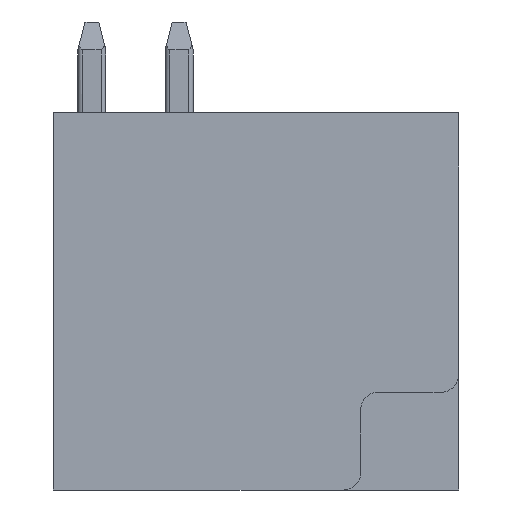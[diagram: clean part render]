
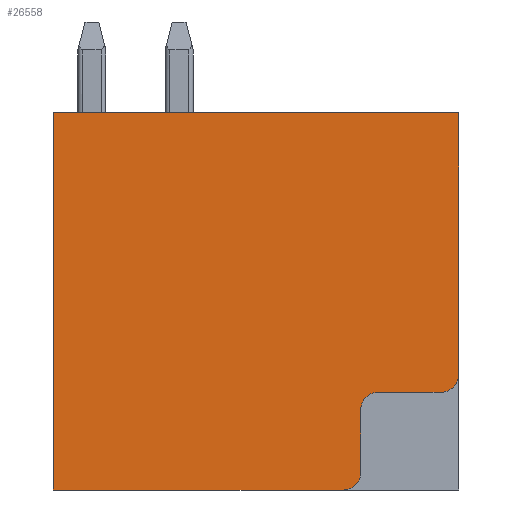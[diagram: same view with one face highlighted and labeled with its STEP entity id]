
A CAD part, front view. The second image highlights one B-rep face of the part: STEP entity #26558.
In plain terms, the highlighted planar face has unit normal (0, -1, 0).
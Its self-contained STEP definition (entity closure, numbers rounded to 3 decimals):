
#2825=CARTESIAN_POINT('',(2.806,-66.5,-6.124));
#2826=DIRECTION('',(0.,-1.,0.));
#2827=DIRECTION('',(0.,0.,-1.));
#2828=AXIS2_PLACEMENT_3D('',#2825,#2826,#2827);
#2830=DIRECTION('',(-1.,0.,0.));
#2831=VECTOR('',#2830,8.3);
#2832=CARTESIAN_POINT('',(2.806,-66.5,-6.624));
#2833=LINE('',#2832,#2831);
#2834=DIRECTION('',(0.,0.,1.));
#2835=VECTOR('',#2834,10.8);
#2836=CARTESIAN_POINT('',(-5.494,-66.5,-6.624));
#2837=LINE('',#2836,#2835);
#2838=DIRECTION('',(1.,0.,0.));
#2839=VECTOR('',#2838,11.6);
#2840=CARTESIAN_POINT('',(-5.494,-66.5,4.176));
#2841=LINE('',#2840,#2839);
#2842=DIRECTION('',(0.,0.,-1.));
#2843=VECTOR('',#2842,7.5);
#2844=CARTESIAN_POINT('',(6.106,-66.5,4.176));
#2845=LINE('',#2844,#2843);
#2846=CARTESIAN_POINT('',(5.606,-66.5,-3.324));
#2847=DIRECTION('',(0.,-1.,0.));
#2848=DIRECTION('',(0.,0.,-1.));
#2849=AXIS2_PLACEMENT_3D('',#2846,#2847,#2848);
#2851=DIRECTION('',(-1.,0.,0.));
#2852=VECTOR('',#2851,1.8);
#2853=CARTESIAN_POINT('',(5.606,-66.5,-3.824));
#2854=LINE('',#2853,#2852);
#2855=DIRECTION('',(0.,0.,1.));
#2856=VECTOR('',#2855,1.8);
#2857=CARTESIAN_POINT('',(3.306,-66.5,-6.124));
#2858=LINE('',#2857,#2856);
#2876=CARTESIAN_POINT('',(3.806,-66.5,-4.324));
#2877=DIRECTION('',(0.,1.,0.));
#2878=DIRECTION('',(-1.,0.,0.));
#2879=AXIS2_PLACEMENT_3D('',#2876,#2877,#2878);
#19875=CARTESIAN_POINT('',(-5.494,-66.5,-6.624));
#19876=CARTESIAN_POINT('',(-5.494,-66.5,4.176));
#19877=VERTEX_POINT('',#19875);
#19878=VERTEX_POINT('',#19876);
#19879=CARTESIAN_POINT('',(6.106,-66.5,4.176));
#19880=VERTEX_POINT('',#19879);
#19913=CARTESIAN_POINT('',(3.306,-66.5,-4.324));
#19914=VERTEX_POINT('',#19913);
#19915=CARTESIAN_POINT('',(3.806,-66.5,-3.824));
#19916=VERTEX_POINT('',#19915);
#19917=CARTESIAN_POINT('',(2.806,-66.5,-6.624));
#19918=CARTESIAN_POINT('',(3.306,-66.5,-6.124));
#19919=VERTEX_POINT('',#19917);
#19920=VERTEX_POINT('',#19918);
#19925=CARTESIAN_POINT('',(5.606,-66.5,-3.824));
#19927=VERTEX_POINT('',#19925);
#19929=CARTESIAN_POINT('',(6.106,-66.5,-3.324));
#19930=VERTEX_POINT('',#19929);
#26537=CARTESIAN_POINT('',(0.,-66.5,0.));
#26538=DIRECTION('',(0.,1.,0.));
#26539=DIRECTION('',(1.,0.,0.));
#26540=AXIS2_PLACEMENT_3D('',#26537,#26538,#26539);
#26541=PLANE('',#26540);
#26543=ORIENTED_EDGE('',*,*,#26542,.F.);
#26544=ORIENTED_EDGE('',*,*,#25887,.T.);
#26545=ORIENTED_EDGE('',*,*,#25906,.T.);
#26546=ORIENTED_EDGE('',*,*,#25919,.T.);
#26547=ORIENTED_EDGE('',*,*,#24768,.T.);
#26549=ORIENTED_EDGE('',*,*,#26548,.F.);
#26551=ORIENTED_EDGE('',*,*,#26550,.T.);
#26553=ORIENTED_EDGE('',*,*,#26552,.F.);
#26555=ORIENTED_EDGE('',*,*,#26554,.F.);
#26556=EDGE_LOOP('',(#26543,#26544,#26545,#26546,#26547,#26549,#26551,#26553,
#26555));
#26557=FACE_OUTER_BOUND('',#26556,.F.);
#26558=ADVANCED_FACE('',(#26557),#26541,.F.);
#2829=CIRCLE('',#2828,0.5);
#2850=CIRCLE('',#2849,0.5);
#2880=CIRCLE('',#2879,0.5);
#24768=EDGE_CURVE('',#19880,#19930,#2845,.T.);
#25887=EDGE_CURVE('',#19919,#19877,#2833,.T.);
#25906=EDGE_CURVE('',#19877,#19878,#2837,.T.);
#25919=EDGE_CURVE('',#19878,#19880,#2841,.T.);
#26542=EDGE_CURVE('',#19919,#19920,#2829,.T.);
#26548=EDGE_CURVE('',#19927,#19930,#2850,.T.);
#26550=EDGE_CURVE('',#19927,#19916,#2854,.T.);
#26552=EDGE_CURVE('',#19914,#19916,#2880,.T.);
#26554=EDGE_CURVE('',#19920,#19914,#2858,.T.);
